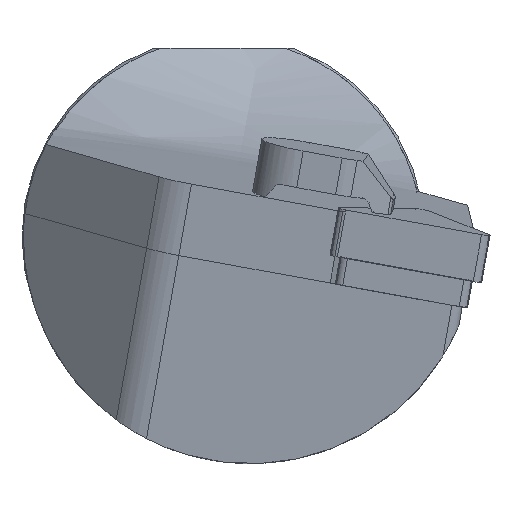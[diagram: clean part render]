
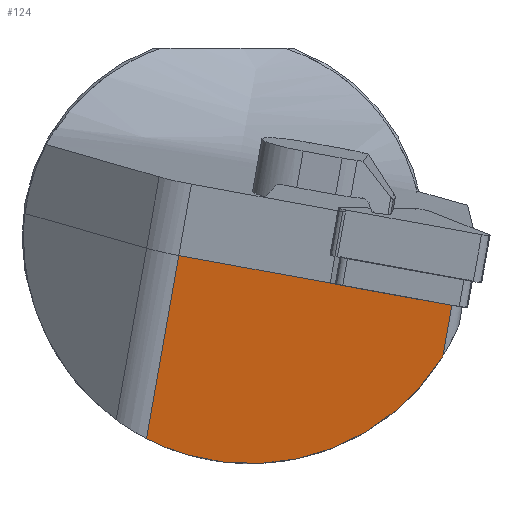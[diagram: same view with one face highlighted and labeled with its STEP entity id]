
A CAD part, left-side view. The second image highlights one B-rep face of the part: STEP entity #124.
In plain terms, the highlighted planar face has unit normal (-0.993, 0.069, -0.094).
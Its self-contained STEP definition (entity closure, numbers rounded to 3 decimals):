
#109=ELLIPSE('',#1157,22.654,22.5);
#124=ADVANCED_FACE('',(#221),#185,.T.);
#185=PLANE('',#1161);
#221=FACE_OUTER_BOUND('',#282,.T.);
#282=EDGE_LOOP('',(#533,#534,#535,#536,#537,#538));
#344=LINE('',#1578,#429);
#349=LINE('',#1629,#434);
#350=LINE('',#1631,#435);
#351=LINE('',#1633,#436);
#352=LINE('',#1634,#437);
#429=VECTOR('',#1266,1.);
#434=VECTOR('',#1293,1.);
#435=VECTOR('',#1294,1.);
#436=VECTOR('',#1295,1.);
#437=VECTOR('',#1296,1.);
#533=ORIENTED_EDGE('',*,*,#966,.T.);
#534=ORIENTED_EDGE('',*,*,#950,.T.);
#535=ORIENTED_EDGE('',*,*,#967,.T.);
#536=ORIENTED_EDGE('',*,*,#968,.T.);
#537=ORIENTED_EDGE('',*,*,#959,.F.);
#538=ORIENTED_EDGE('',*,*,#969,.F.);
#842=VERTEX_POINT('',#1575);
#843=VERTEX_POINT('',#1577);
#851=VERTEX_POINT('',#1608);
#852=VERTEX_POINT('',#1610);
#857=VERTEX_POINT('',#1630);
#858=VERTEX_POINT('',#1632);
#950=EDGE_CURVE('',#842,#843,#344,.T.);
#959=EDGE_CURVE('',#851,#852,#109,.T.);
#966=EDGE_CURVE('',#857,#842,#349,.T.);
#967=EDGE_CURVE('',#843,#858,#350,.T.);
#968=EDGE_CURVE('',#858,#852,#351,.T.);
#969=EDGE_CURVE('',#857,#851,#352,.T.);
#1157=AXIS2_PLACEMENT_3D('',#1609,#1282,#1283);
#1161=AXIS2_PLACEMENT_3D('',#1635,#1297,#1298);
#1266=DIRECTION('',(0.051,0.983,0.179));
#1282=DIRECTION('',(0.993,-0.069,0.094));
#1283=DIRECTION('',(-0.117,-0.589,0.8));
#1293=DIRECTION('',(0.051,0.983,0.179));
#1294=DIRECTION('',(0.051,0.983,0.179));
#1295=DIRECTION('',(0.105,0.173,-0.979));
#1296=DIRECTION('',(0.105,0.173,-0.979));
#1297=DIRECTION('',(-0.993,0.069,-0.094));
#1298=DIRECTION('',(-0.094,0.,0.996));
#1575=CARTESIAN_POINT('',(-198.042,22.006,-4.692));
#1577=CARTESIAN_POINT('',(-198.003,22.734,-4.559));
#1578=CARTESIAN_POINT('',(-197.215,37.776,-1.823));
#1608=CARTESIAN_POINT('',(-198.098,11.54,-11.803));
#1609=CARTESIAN_POINT('',(-197.88,30.695,0.));
#1610=CARTESIAN_POINT('',(-195.274,40.983,-20.01));
#1629=CARTESIAN_POINT('',(-197.215,37.776,-1.823));
#1630=CARTESIAN_POINT('',(-198.637,10.65,-6.757));
#1631=CARTESIAN_POINT('',(-197.215,37.776,-1.823));
#1632=CARTESIAN_POINT('',(-197.215,37.776,-1.823));
#1633=CARTESIAN_POINT('',(-241.541,-35.457,413.498));
#1634=CARTESIAN_POINT('',(-242.962,-62.582,408.563));
#1635=CARTESIAN_POINT('',(-241.541,-35.457,413.498));
